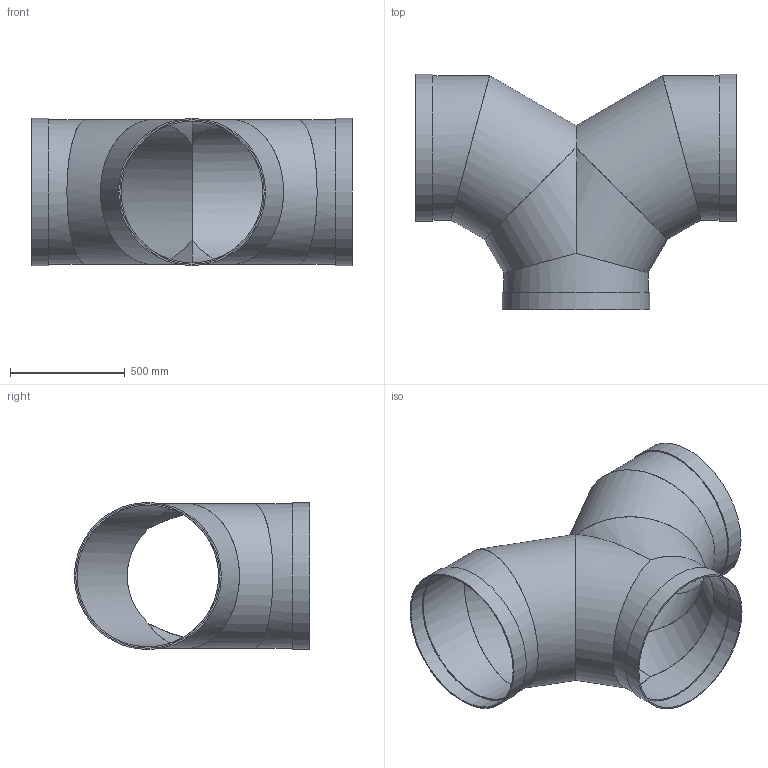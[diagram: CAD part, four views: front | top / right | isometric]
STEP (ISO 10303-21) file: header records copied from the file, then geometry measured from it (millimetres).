
FILE_DESCRIPTION( ( 'STEP AP214' ), '1' );
FILE_NAME( '3100422H.stp', '2021-12-03T09:29:10', ( 'License CC BY-ND 4.0' ), ( 'CADENAS' ), ' ', 'PARTsolutions', ' ' );
FILE_SCHEMA( ( 'AUTOMOTIVE_DESIGN { 1 0 10303 214 1 1 1 1 }' ) );
Length unit declared in the file: millimetre
Products named in the file (5): 3100422H; _3100422H-P1; _3100422H-P2; _3100422H-P3; _3100422H-P4
Assembly tree (7 placements, depth 2):
  3100422H
    _3100422H-P1
    _3100422H-P2  x2
    _3100422H-P3  x2
    _3100422H-P4  x2
Bounding box: 1400 x 1027 x 642 mm (x, y, z)
Volume: 19530201.5 mm3; surface area: 6675159.6 mm2
Topology: 7 solids, 7 shells, 47 faces, 93 edges, 63 vertices
Faces by surface type: plane 27, cylinder 20
Full cylindrical faces by diameter (mm): 618 x5, 630 x8, 642 x3
Entity records: 990 total; most frequent: DIRECTION 144, CARTESIAN_POINT 108, ORIENTED_EDGE 80, AXIS2_PLACEMENT_3D 68, EDGE_LOOP 46, EDGE_CURVE 40, FACE_OUTER_BOUND 38, VERTEX_POINT 32
